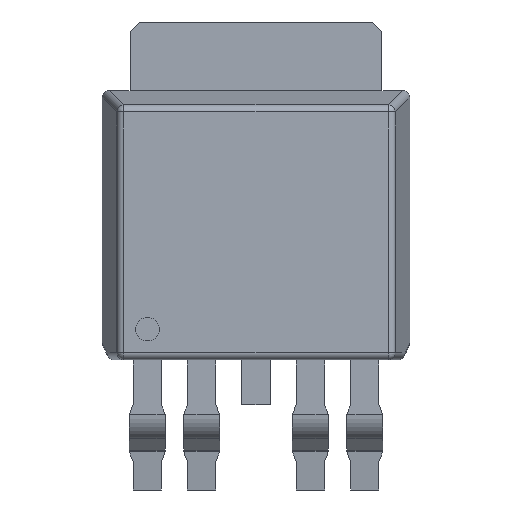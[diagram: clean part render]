
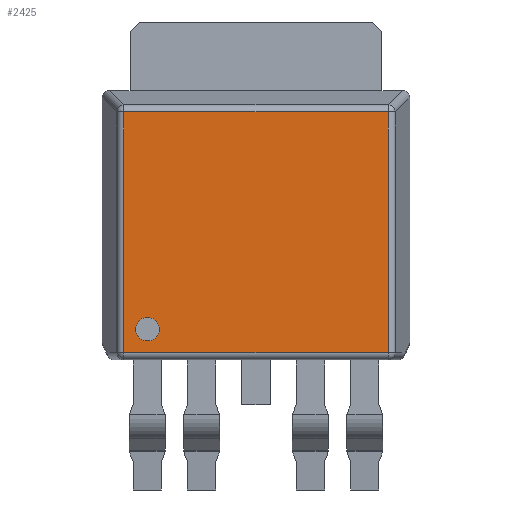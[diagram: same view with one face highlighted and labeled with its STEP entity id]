
A CAD part, top view. The second image highlights one B-rep face of the part: STEP entity #2425.
In plain terms, the highlighted planar face has unit normal (0, 0, 1).
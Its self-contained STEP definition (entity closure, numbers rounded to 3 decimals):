
#74=LINE('',#3594,#350);
#77=LINE('',#3612,#353);
#79=LINE('',#3615,#355);
#83=LINE('',#3624,#359);
#350=VECTOR('',#2882,5.588);
#353=VECTOR('',#2903,5.094);
#355=VECTOR('',#2907,5.588);
#359=VECTOR('',#2917,5.094);
#599=PLANE('',#2610);
#691=FACE_BOUND('',#879,.T.);
#731=FACE_OUTER_BOUND('',#878,.T.);
#878=EDGE_LOOP('',(#1805,#1806,#1807,#1808));
#879=EDGE_LOOP('',(#1809));
#982=CIRCLE('',#2531,0.25);
#1042=VERTEX_POINT('',#3456);
#1090=VERTEX_POINT('',#3578);
#1094=VERTEX_POINT('',#3590);
#1097=VERTEX_POINT('',#3600);
#1100=VERTEX_POINT('',#3607);
#1260=EDGE_CURVE('',#1042,#1042,#982,.T.);
#1326=EDGE_CURVE('',#1090,#1094,#74,.T.);
#1335=EDGE_CURVE('',#1094,#1100,#77,.T.);
#1337=EDGE_CURVE('',#1100,#1097,#79,.T.);
#1342=EDGE_CURVE('',#1097,#1090,#83,.T.);
#1805=ORIENTED_EDGE('',*,*,#1326,.F.);
#1806=ORIENTED_EDGE('',*,*,#1342,.F.);
#1807=ORIENTED_EDGE('',*,*,#1337,.F.);
#1808=ORIENTED_EDGE('',*,*,#1335,.F.);
#1809=ORIENTED_EDGE('',*,*,#1260,.T.);
#2425=ADVANCED_FACE('',(#731,#691),#599,.T.);
#2531=AXIS2_PLACEMENT_3D('',#3457,#2750,#2751);
#2610=AXIS2_PLACEMENT_3D('',#3714,#2998,#2999);
#2750=DIRECTION('center_axis',(0.,0.,-1.));
#2751=DIRECTION('ref_axis',(1.,0.,0.));
#2882=DIRECTION('',(-1.,0.,0.));
#2903=DIRECTION('',(0.,1.,0.));
#2907=DIRECTION('',(1.,0.,0.));
#2917=DIRECTION('',(0.,-1.,0.));
#2998=DIRECTION('center_axis',(0.,0.,1.));
#2999=DIRECTION('ref_axis',(1.,0.,0.));
#3456=CARTESIAN_POINT('',(-2.544,-1.55,2.35));
#3457=CARTESIAN_POINT('Origin',(-2.294,-1.55,2.35));
#3578=CARTESIAN_POINT('',(2.794,-2.05,2.35));
#3590=CARTESIAN_POINT('',(-2.794,-2.05,2.35));
#3594=CARTESIAN_POINT('',(-1.625,-2.05,2.35));
#3600=CARTESIAN_POINT('',(2.794,3.044,2.35));
#3607=CARTESIAN_POINT('',(-2.794,3.044,2.35));
#3612=CARTESIAN_POINT('',(-2.794,1.363,2.35));
#3615=CARTESIAN_POINT('',(0.813,3.044,2.35));
#3624=CARTESIAN_POINT('',(2.794,-0.063,2.35));
#3714=CARTESIAN_POINT('Origin',(0.,0.65,2.35));
